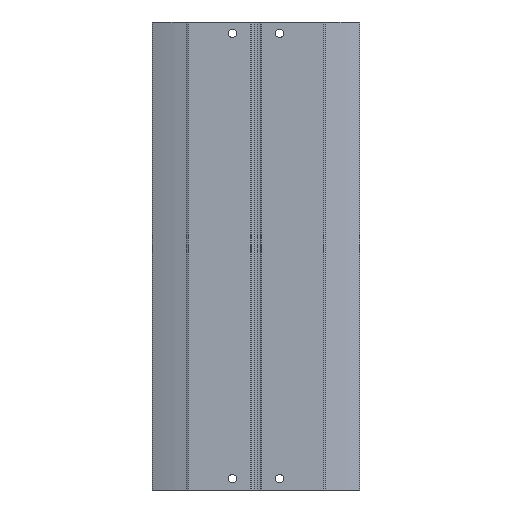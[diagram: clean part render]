
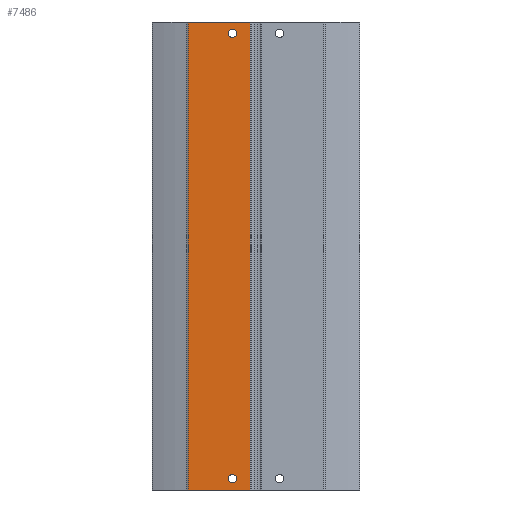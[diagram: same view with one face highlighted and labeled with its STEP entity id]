
A CAD part, front view. The second image highlights one B-rep face of the part: STEP entity #7486.
In plain terms, the highlighted planar face has unit normal (0, -1, 0).
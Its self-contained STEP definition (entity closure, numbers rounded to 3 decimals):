
#393=PLANE('',#8068);
#644=CIRCLE('',#8069,2.25);
#645=CIRCLE('',#8070,2.25);
#1224=ORIENTED_EDGE('',*,*,#3096,.F.);
#1225=ORIENTED_EDGE('',*,*,#3097,.F.);
#1226=ORIENTED_EDGE('',*,*,#3098,.F.);
#1227=ORIENTED_EDGE('',*,*,#3095,.F.);
#1228=ORIENTED_EDGE('',*,*,#3099,.T.);
#1229=ORIENTED_EDGE('',*,*,#3100,.T.);
#3095=EDGE_CURVE('',#4028,#4027,#4698,.T.);
#3096=EDGE_CURVE('',#4029,#4029,#644,.T.);
#3097=EDGE_CURVE('',#4030,#4030,#645,.T.);
#3098=EDGE_CURVE('',#4027,#4031,#4699,.T.);
#3099=EDGE_CURVE('',#4028,#4032,#4700,.T.);
#3100=EDGE_CURVE('',#4032,#4031,#4701,.T.);
#4027=VERTEX_POINT('',#12179);
#4028=VERTEX_POINT('',#12181);
#4029=VERTEX_POINT('',#12185);
#4030=VERTEX_POINT('',#12187);
#4031=VERTEX_POINT('',#12189);
#4032=VERTEX_POINT('',#12191);
#4698=LINE('',#12182,#5165);
#4699=LINE('',#12188,#5166);
#4700=LINE('',#12190,#5167);
#4701=LINE('',#12192,#5168);
#5165=VECTOR('',#9102,1000.);
#5166=VECTOR('',#9109,1000.);
#5167=VECTOR('',#9110,1000.);
#5168=VECTOR('',#9111,1000.);
#5648=EDGE_LOOP('',(#1224));
#5649=EDGE_LOOP('',(#1225));
#5650=EDGE_LOOP('',(#1226,#1227,#1228,#1229));
#6509=FACE_BOUND('',#5648,.T.);
#6510=FACE_BOUND('',#5649,.T.);
#6511=FACE_BOUND('',#5650,.T.);
#7486=ADVANCED_FACE('',(#6509,#6510,#6511),#393,.T.);
#8068=AXIS2_PLACEMENT_3D('',#12183,#9103,#9104);
#8069=AXIS2_PLACEMENT_3D('',#12184,#9105,#9106);
#8070=AXIS2_PLACEMENT_3D('',#12186,#9107,#9108);
#9102=DIRECTION('',(0.,0.,1.));
#9103=DIRECTION('',(0.,-1.,0.));
#9104=DIRECTION('',(0.,0.,-1.));
#9105=DIRECTION('',(0.,-1.,0.));
#9106=DIRECTION('',(0.,0.,-1.));
#9107=DIRECTION('',(0.,-1.,0.));
#9108=DIRECTION('',(0.,0.,-1.));
#9109=DIRECTION('',(1.,0.,0.));
#9110=DIRECTION('',(1.,0.,0.));
#9111=DIRECTION('',(0.,0.,1.));
#12179=CARTESIAN_POINT('',(-36.,0.,0.));
#12181=CARTESIAN_POINT('',(-36.,0.,-248.));
#12182=CARTESIAN_POINT('',(-36.,0.,-248.));
#12183=CARTESIAN_POINT('',(-36.,0.,-248.));
#12184=CARTESIAN_POINT('',(-12.5,0.,-242.));
#12185=CARTESIAN_POINT('',(-12.5,0.,-244.25));
#12186=CARTESIAN_POINT('',(-12.5,0.,-6.));
#12187=CARTESIAN_POINT('',(-12.5,0.,-8.25));
#12188=CARTESIAN_POINT('',(-36.,0.,0.));
#12189=CARTESIAN_POINT('',(-3.,0.,0.));
#12190=CARTESIAN_POINT('',(-36.,0.,-248.));
#12191=CARTESIAN_POINT('',(-3.,0.,-248.));
#12192=CARTESIAN_POINT('',(-3.,0.,-248.));
